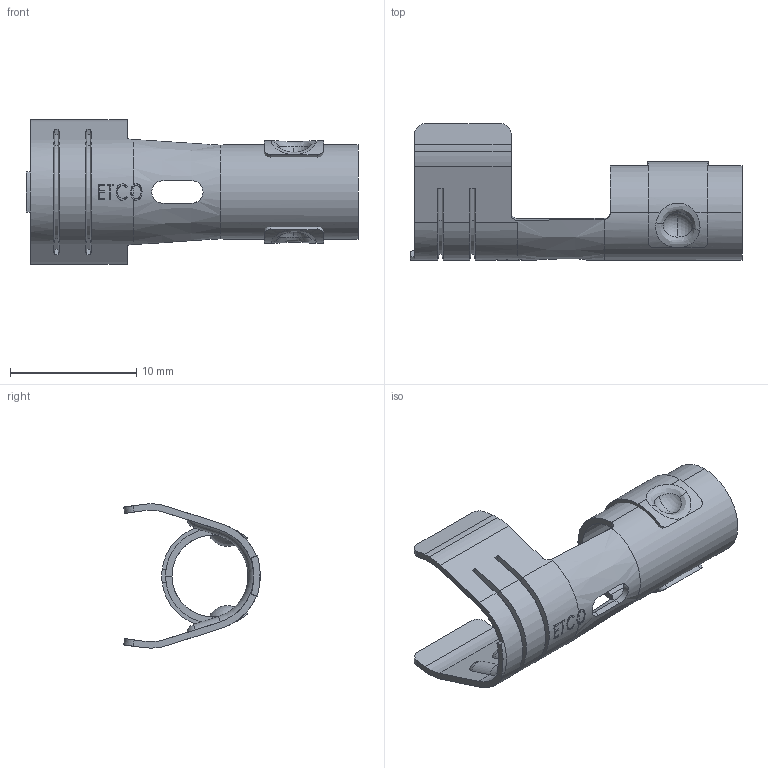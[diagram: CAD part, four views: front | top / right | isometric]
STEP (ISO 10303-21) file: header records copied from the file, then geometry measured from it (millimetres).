
FILE_DESCRIPTION (( 'STEP AP203' ), '1' );
FILE_NAME ('SP88.STEP', '2019-11-05T15:44:38', ( 'tempuser' ), ( 'Microsoft' ), 'SwSTEP 2.0', 'SolidWorks 2019', '' );
FILE_SCHEMA (( 'CONFIG_CONTROL_DESIGN' ));
Length unit declared in the file: inch
Products named in the file (3): SP88; SP88_SP88 without carrier; SCA4_SCA4-B
Assembly tree (2 placements, depth 2):
  SP88
    SP88_SP88 without carrier
    SCA4_SCA4-B
Bounding box: 26.29 x 10.79 x 11.43 mm (x, y, z)
Volume: 291.9 mm3; surface area: 1282.8 mm2
Topology: 2 solids, 2 shells, 216 faces, 603 edges, 390 vertices
Faces by surface type: bspline 66, plane 65, cylinder 61, torus 12, sphere 8, cone 4
Entity records: 11497 total; most frequent: CARTESIAN_POINT 6288, ORIENTED_EDGE 1206, DIRECTION 762, EDGE_CURVE 603, VERTEX_POINT 390, AXIS2_PLACEMENT_3D 282, B_SPLINE_CURVE_WITH_KNOTS 274, EDGE_LOOP 221
